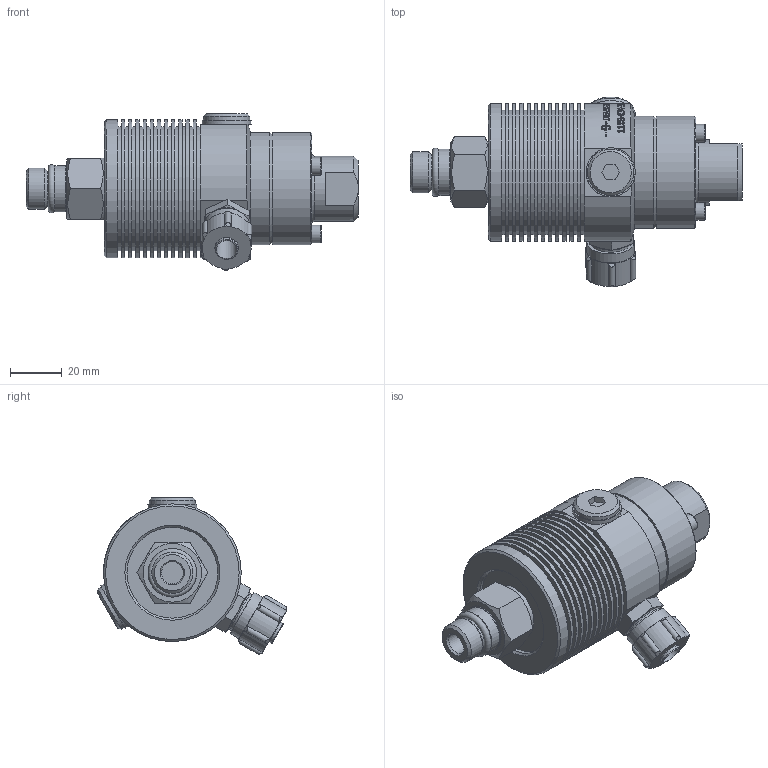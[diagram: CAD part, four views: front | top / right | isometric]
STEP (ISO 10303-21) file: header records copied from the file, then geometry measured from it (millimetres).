
FILE_DESCRIPTION(/* description */ (''),/* implementation_level */ '2;1');
FILE_NAME(/* name */ '1108-034-212-IC.stp',/* time_stamp */ '2020-05-21T14:12:04-05:00',/* author */ ('manton'),/* organization */ (''),/* preprocessor_version */ 'ST-DEVELOPER v18',/* originating_system */ 'Autodesk Inventor 2020',/* authorisation */ '');
FILE_SCHEMA (('AUTOMOTIVE_DESIGN { 1 0 10303 214 3 1 1 }'));
Length unit declared in the file: millimetre
Products named in the file (1): 1108-034-212-IC
Bounding box: 128.86 x 73.68 x 60.77 mm (x, y, z)
Volume: 175846.2 mm3; surface area: 34848.5 mm2
Topology: 2 solids, 2 shells, 617 faces, 1654 edges, 1117 vertices
Faces by surface type: plane 343, bspline 129, cylinder 97, cone 39, torus 9
Full cylindrical faces by diameter (mm): 6.858 x3, 8 x1, 8.5 x1, 9 x1, 13.5 x2, 16 x2, 17.991 x1, 18 x2, 18.5 x1, 19 x2, 21.4 x1, 25.4 x1, 35.27 x1, 43.6 x2, 48.3 x12, 53.45 x12
Entity records: 24761 total; most frequent: CARTESIAN_POINT 9367, ORIENTED_EDGE 3302, DIRECTION 2953, EDGE_CURVE 1651, AXIS2_PLACEMENT_3D 1152, VERTEX_POINT 1117, EDGE_LOOP 698, LINE 649
